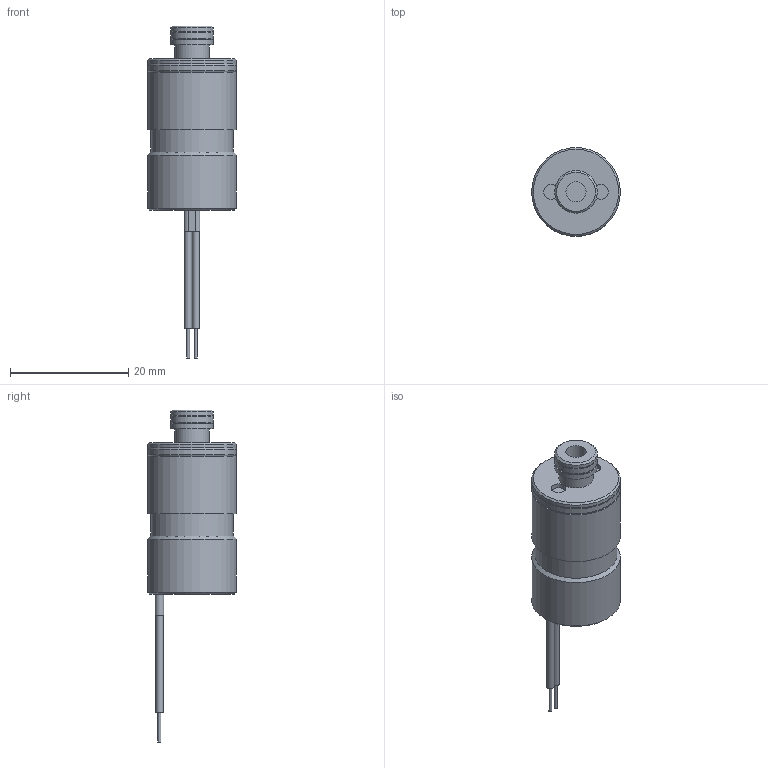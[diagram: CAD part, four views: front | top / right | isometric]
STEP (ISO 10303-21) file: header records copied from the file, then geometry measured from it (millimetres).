
FILE_DESCRIPTION(/* description */ ('STEP AP214'),/* implementation_level */ '2;1');
FILE_NAME(/* name */ '8074075_VPWS-1_5-B-6-PC15-8-V',/* time_stamp */ '2024-09-17T04:17:31+02:00',/* author */ ('License CC BY-ND 4.0'),/* organization */ ('CADENAS'),/* preprocessor_version */ 'ST-DEVELOPER v19.3',/* originating_system */ 'PARTsolutions',/* authorisation */ ' ');
FILE_SCHEMA (('AUTOMOTIVE_DESIGN {1 0 10303 214 3 1 1}'));
Length unit declared in the file: millimetre
Products named in the file (1): 8074075 VPWS-1.5-B-6-PC15-8-V---(high)
Bounding box: 15 x 15 x 56.11 mm (x, y, z)
Volume: 4591.1 mm3; surface area: 2016.2 mm2
Topology: 1 solids, 1 shells, 50 faces, 90 edges, 57 vertices
Faces by surface type: plane 23, cylinder 19, cone 4, torus 4
Full cylindrical faces by diameter (mm): 0.5 x2, 1.2 x2, 2.5 x3, 3.4 x1, 5.8 x1, 7.15 x1, 7.2 x2, 13.9 x1, 14.95 x1, 15 x3
Entity records: 1460 total; most frequent: DIRECTION 212, CARTESIAN_POINT 169, ORIENTED_EDGE 126, AXIS2_PLACEMENT_3D 98, EDGE_LOOP 90, FACE_BOUND 90, EDGE_CURVE 63, VERTEX_POINT 55
